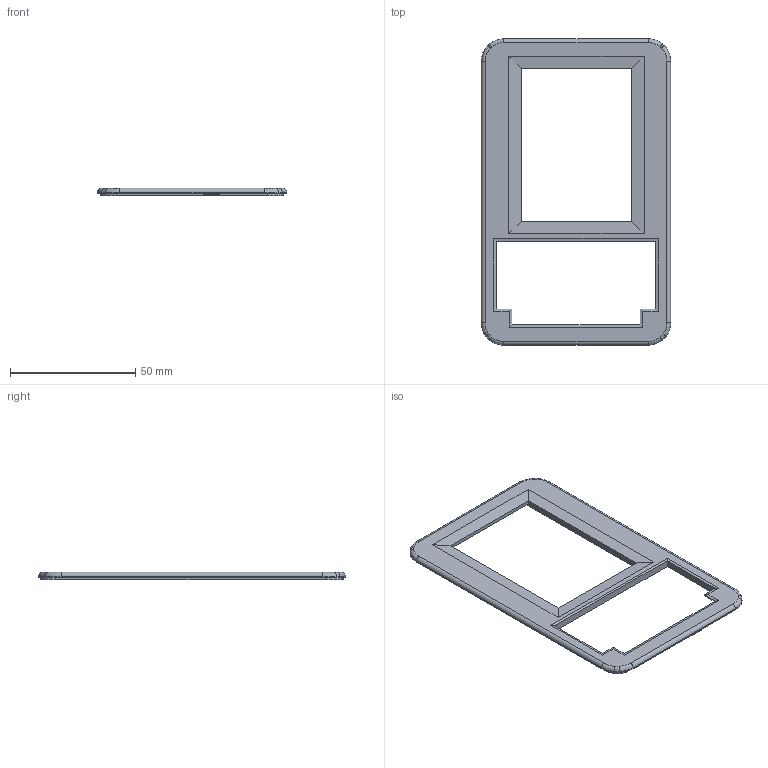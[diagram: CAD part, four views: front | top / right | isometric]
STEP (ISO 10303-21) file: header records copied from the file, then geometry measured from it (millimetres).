
FILE_DESCRIPTION(/* description */ (''),/* implementation_level */ '2;1');
FILE_NAME(/* name */ 'Case Top.step',/* time_stamp */ '2023-11-29T10:11:12-08:00',/* author */ (''),/* organization */ (''),/* preprocessor_version */ 'ST-DEVELOPER v20',/* originating_system */ 'Autodesk Translation Framework v12.14.0.127',/* authorisation */ '');
FILE_SCHEMA (('AUTOMOTIVE_DESIGN { 1 0 10303 214 3 1 1 }'));
Length unit declared in the file: millimetre
Products named in the file (1): Case Top
Bounding box: 75.64 x 122.33 x 3 mm (x, y, z)
Volume: 11460.6 mm3; surface area: 10916.2 mm2
Topology: 1 solids, 1 shells, 91 faces, 233 edges, 146 vertices
Faces by surface type: plane 52, bspline 24, cylinder 15
Entity records: 3971 total; most frequent: CARTESIAN_POINT 1831, ORIENTED_EDGE 466, DIRECTION 375, EDGE_CURVE 233, LINE 159, VECTOR 159, VERTEX_POINT 146, AXIS2_PLACEMENT_3D 108
